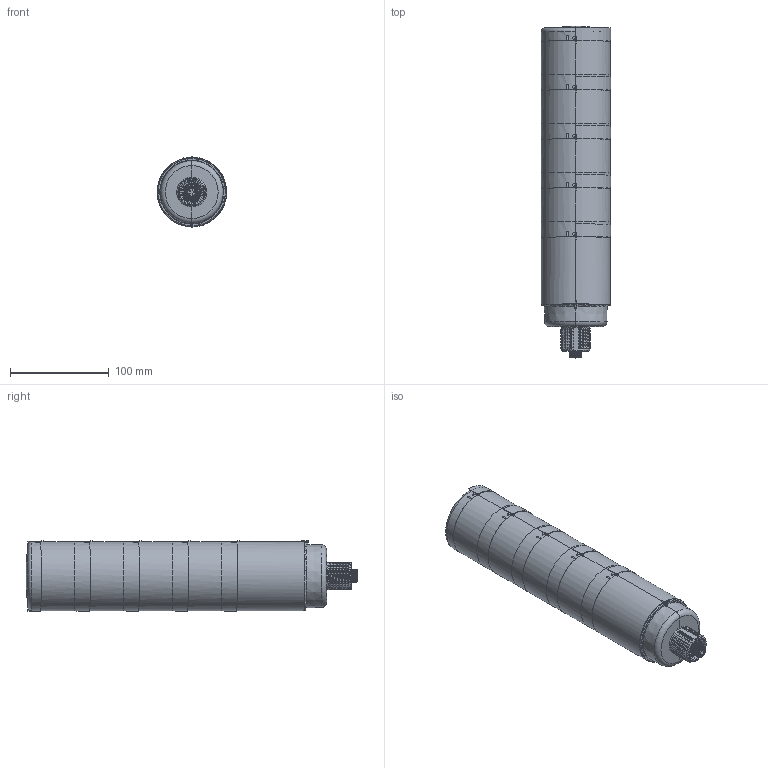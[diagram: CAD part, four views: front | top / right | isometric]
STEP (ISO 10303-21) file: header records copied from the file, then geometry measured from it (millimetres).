
FILE_DESCRIPTION((''),'2;1');
FILE_NAME('191415_ASM','2016-12-20T',('PDMAdmin'),('BANNER ENGINEERING'),'CREO PARAMETRIC BY PTC INC, 2016260','CREO PARAMETRIC BY PTC INC, 2016260','');
FILE_SCHEMA(('CONFIG_CONTROL_DESIGN'));
Length unit declared in the file: millimetre
Products named in the file (8): 180077; 190540; 183492; 183493; 180091; 191171; 30498; 191415_ASM
Assembly tree (13 placements, depth 2):
  191415_ASM
    180077
    190540
    183492  x4
    183493  x4
    180091
    191171
    30498
Bounding box: 70.5 x 336.6 x 71.25 mm (x, y, z)
Volume: 302325.1 mm3; surface area: 215262.9 mm2
Topology: 13 solids, 18 shells, 3517 faces, 8395 edges, 4933 vertices
Faces by surface type: bspline 1152, cylinder 910, plane 597, torus 360, cone 296, sphere 202
Entity records: 101573 total; most frequent: CARTESIAN_POINT 65303, ORIENTED_EDGE 8298, DIRECTION 6539, EDGE_CURVE 4153, AXIS2_PLACEMENT_3D 2751, VERTEX_POINT 2458, EDGE_LOOP 1823, FACE_OUTER_BOUND 1744
